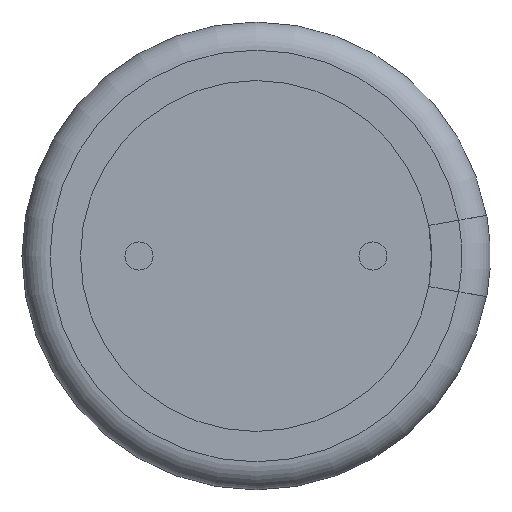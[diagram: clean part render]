
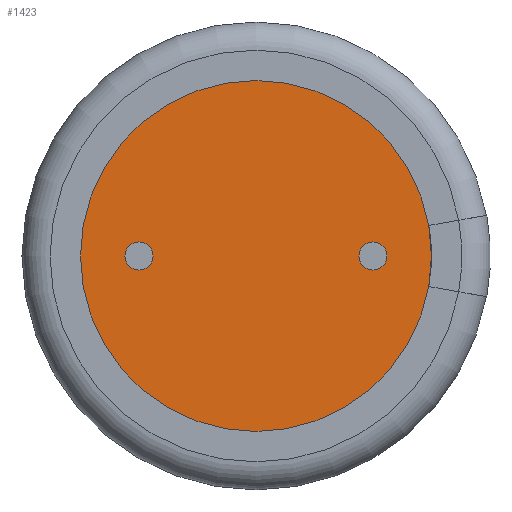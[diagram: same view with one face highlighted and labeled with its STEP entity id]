
A CAD part, front view. The second image highlights one B-rep face of the part: STEP entity #1423.
In plain terms, the highlighted planar face has unit normal (0, -1, 0).
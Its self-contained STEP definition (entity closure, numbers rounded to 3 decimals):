
#229=CARTESIAN_POINT('',(0.,0.7,0.));
#230=DIRECTION('',(0.,1.,0.));
#231=DIRECTION('',(1.,0.,0.));
#232=AXIS2_PLACEMENT_3D('',#229,#230,#231);
#237=CARTESIAN_POINT('',(0.,0.7,0.));
#238=DIRECTION('',(0.,1.,0.));
#239=DIRECTION('',(-1.,0.,0.));
#240=AXIS2_PLACEMENT_3D('',#237,#238,#239);
#245=CARTESIAN_POINT('',(2.5,0.7,0.));
#246=DIRECTION('',(0.,-1.,0.));
#247=DIRECTION('',(-1.,0.,0.));
#248=AXIS2_PLACEMENT_3D('',#245,#246,#247);
#253=CARTESIAN_POINT('',(2.5,0.7,0.));
#254=DIRECTION('',(0.,-1.,0.));
#255=DIRECTION('',(1.,0.,0.));
#256=AXIS2_PLACEMENT_3D('',#253,#254,#255);
#261=CARTESIAN_POINT('',(-2.5,0.7,0.));
#262=DIRECTION('',(0.,-1.,0.));
#263=DIRECTION('',(-1.,0.,0.));
#264=AXIS2_PLACEMENT_3D('',#261,#262,#263);
#269=CARTESIAN_POINT('',(-2.5,0.7,0.));
#270=DIRECTION('',(0.,-1.,0.));
#271=DIRECTION('',(1.,0.,0.));
#272=AXIS2_PLACEMENT_3D('',#269,#270,#271);
#999=CARTESIAN_POINT('',(3.75,0.7,0.));
#1000=CARTESIAN_POINT('',(-3.75,0.7,0.));
#1001=VERTEX_POINT('',#999);
#1002=VERTEX_POINT('',#1000);
#1011=CARTESIAN_POINT('',(2.2,0.7,0.));
#1012=CARTESIAN_POINT('',(2.8,0.7,0.));
#1013=VERTEX_POINT('',#1011);
#1014=VERTEX_POINT('',#1012);
#1015=CARTESIAN_POINT('',(-2.8,0.7,0.));
#1016=CARTESIAN_POINT('',(-2.2,0.7,0.));
#1017=VERTEX_POINT('',#1015);
#1018=VERTEX_POINT('',#1016);
#1402=CARTESIAN_POINT('',(0.,0.7,0.));
#1403=DIRECTION('',(0.,1.,0.));
#1404=DIRECTION('',(1.,0.,0.));
#1405=AXIS2_PLACEMENT_3D('',#1402,#1403,#1404);
#1406=PLANE('',#1405);
#1407=ORIENTED_EDGE('',*,*,#1245,.T.);
#1408=ORIENTED_EDGE('',*,*,#1358,.T.);
#1409=EDGE_LOOP('',(#1407,#1408));
#1410=FACE_OUTER_BOUND('',#1409,.F.);
#1412=ORIENTED_EDGE('',*,*,#1411,.T.);
#1414=ORIENTED_EDGE('',*,*,#1413,.T.);
#1415=EDGE_LOOP('',(#1412,#1414));
#1416=FACE_BOUND('',#1415,.F.);
#1418=ORIENTED_EDGE('',*,*,#1417,.T.);
#1420=ORIENTED_EDGE('',*,*,#1419,.T.);
#1421=EDGE_LOOP('',(#1418,#1420));
#1422=FACE_BOUND('',#1421,.F.);
#1423=ADVANCED_FACE('',(#1410,#1416,#1422),#1406,.F.);
#233=CIRCLE('',#232,3.75);
#241=CIRCLE('',#240,3.75);
#249=CIRCLE('',#248,0.3);
#257=CIRCLE('',#256,0.3);
#265=CIRCLE('',#264,0.3);
#273=CIRCLE('',#272,0.3);
#1245=EDGE_CURVE('',#1001,#1002,#233,.T.);
#1358=EDGE_CURVE('',#1002,#1001,#241,.T.);
#1411=EDGE_CURVE('',#1013,#1014,#249,.T.);
#1413=EDGE_CURVE('',#1014,#1013,#257,.T.);
#1417=EDGE_CURVE('',#1017,#1018,#265,.T.);
#1419=EDGE_CURVE('',#1018,#1017,#273,.T.);
